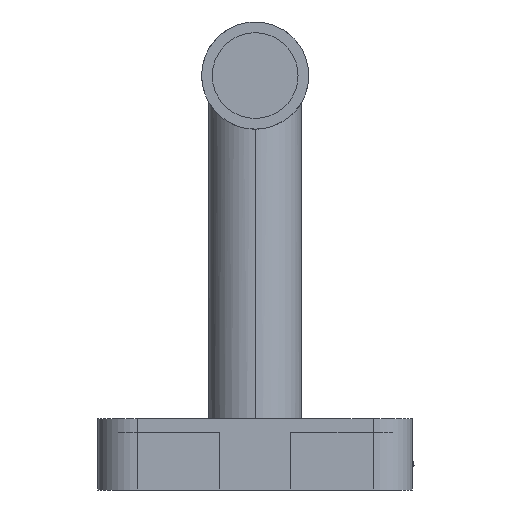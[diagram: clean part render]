
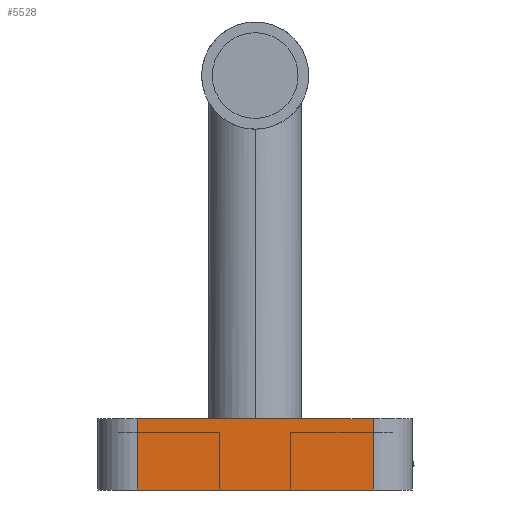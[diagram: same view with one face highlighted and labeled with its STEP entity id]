
A CAD part, left-side view. The second image highlights one B-rep face of the part: STEP entity #5528.
In plain terms, the highlighted planar face has unit normal (-1, 0, 0).
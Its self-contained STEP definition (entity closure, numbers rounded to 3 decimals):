
#176 = DIRECTION ( 'NONE',  ( 0., 0., 1. ) ) ;
#219 = EDGE_CURVE ( 'NONE', #3950, #4322, #3008, .T. ) ;
#529 = VERTEX_POINT ( 'NONE', #5660 ) ;
#556 = VECTOR ( 'NONE', #6786, 1000. ) ;
#1143 = DIRECTION ( 'NONE',  ( 1., 0., 0. ) ) ;
#1246 = EDGE_CURVE ( 'NONE', #4322, #2855, #5027, .T. ) ;
#1288 = DIRECTION ( 'NONE',  ( 0., -1., 0. ) ) ;
#1467 = EDGE_LOOP ( 'NONE', ( #7209, #4954, #2610, #1902 ) ) ;
#1703 = LINE ( 'NONE', #5659, #2227 ) ;
#1902 = ORIENTED_EDGE ( 'NONE', *, *, #3643, .T. ) ;
#2004 = CARTESIAN_POINT ( 'NONE',  ( -22., -16.5, 10. ) ) ;
#2041 = LINE ( 'NONE', #6312, #556 ) ;
#2161 = CARTESIAN_POINT ( 'NONE',  ( -22., 16.5, 0. ) ) ;
#2168 = AXIS2_PLACEMENT_3D ( 'NONE', #3374, #1143, #6105 ) ;
#2227 = VECTOR ( 'NONE', #3974, 1000. ) ;
#2610 = ORIENTED_EDGE ( 'NONE', *, *, #5578, .F. ) ;
#2855 = VERTEX_POINT ( 'NONE', #2004 ) ;
#3008 = LINE ( 'NONE', #3539, #3095 ) ;
#3095 = VECTOR ( 'NONE', #1288, 1000. ) ;
#3374 = CARTESIAN_POINT ( 'NONE',  ( -22., 22., 10. ) ) ;
#3539 = CARTESIAN_POINT ( 'NONE',  ( -22., 22., 0. ) ) ;
#3643 = EDGE_CURVE ( 'NONE', #529, #3950, #2041, .T. ) ;
#3950 = VERTEX_POINT ( 'NONE', #2161 ) ;
#3974 = DIRECTION ( 'NONE',  ( 0., -1., 0. ) ) ;
#4056 = VECTOR ( 'NONE', #176, 1000. ) ;
#4322 = VERTEX_POINT ( 'NONE', #5915 ) ;
#4954 = ORIENTED_EDGE ( 'NONE', *, *, #1246, .T. ) ;
#5027 = LINE ( 'NONE', #6372, #4056 ) ;
#5528 = ADVANCED_FACE ( 'NONE', ( #6341 ), #6020, .F. ) ;
#5578 = EDGE_CURVE ( 'NONE', #529, #2855, #1703, .T. ) ;
#5659 = CARTESIAN_POINT ( 'NONE',  ( -22., 22., 10. ) ) ;
#5660 = CARTESIAN_POINT ( 'NONE',  ( -22., 16.5, 10. ) ) ;
#5915 = CARTESIAN_POINT ( 'NONE',  ( -22., -16.5, 0. ) ) ;
#6020 = PLANE ( 'NONE',  #2168 ) ;
#6105 = DIRECTION ( 'NONE',  ( 0., 1., 0. ) ) ;
#6312 = CARTESIAN_POINT ( 'NONE',  ( -22., 16.5, 10. ) ) ;
#6341 = FACE_OUTER_BOUND ( 'NONE', #1467, .T. ) ;
#6372 = CARTESIAN_POINT ( 'NONE',  ( -22., -16.5, 10. ) ) ;
#6786 = DIRECTION ( 'NONE',  ( 0., 0., -1. ) ) ;
#7209 = ORIENTED_EDGE ( 'NONE', *, *, #219, .T. ) ;
